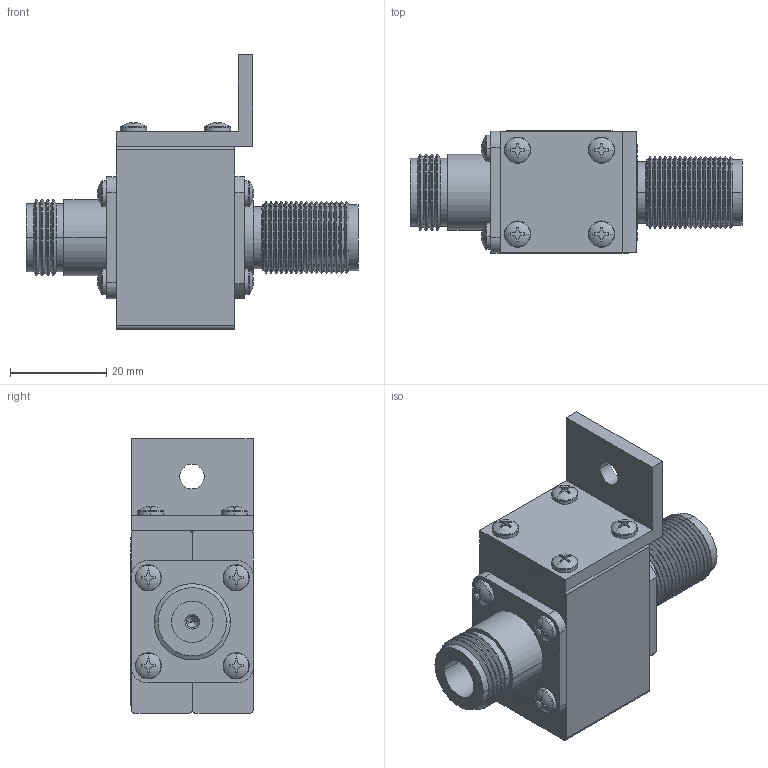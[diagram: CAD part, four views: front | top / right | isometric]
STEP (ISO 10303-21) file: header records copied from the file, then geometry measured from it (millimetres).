
FILE_DESCRIPTION (( 'STEP AP214' ), '1' );
FILE_NAME ('IS-B50HN-C0.STEP', '2014-04-23T18:06:15', ( 'user' ), ( '' ), 'SwSTEP 2.0', 'SolidWorks 2014', '' );
FILE_SCHEMA (( 'AUTOMOTIVE_DESIGN' ));
Length unit declared in the file: inch
Products named in the file (11): 2011-6101-01; 5100-0004; 5100-0004-01; 5210-0018; 7020-0071; IS-B50HN-C0; 9040-0575; 3101-066; 4033-0106; 2011-6100-02; 1081-0251-05
Assembly tree (21 placements, depth 3):
  IS-B50HN-C0
    7020-0071
    5210-0018
    5100-0004-01
    5100-0004
    2011-6101-01
    1081-0251-05  x12
    9040-0575
      2011-6100-02
      4033-0106
      3101-066
Bounding box: 69.09 x 25.53 x 57.15 mm (x, y, z)
Volume: 29829.5 mm3; surface area: 20962.3 mm2
Topology: 20 solids, 20 shells, 3048 faces, 7420 edges, 4538 vertices
Faces by surface type: plane 1115, cone 746, cylinder 654, bspline 481, torus 52
Entity records: 97717 total; most frequent: CARTESIAN_POINT 37549, ORIENTED_EDGE 9648, DIRECTION 7221, EDGE_CURVE 4824, VECTOR 3155, LINE 3155, VERTEX_POINT 3119, EDGE_LOOP 2041
